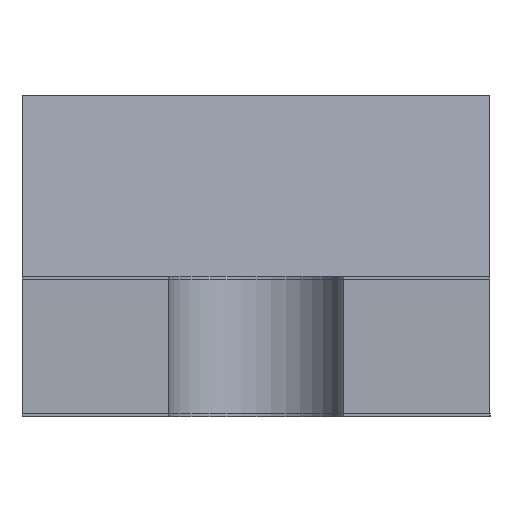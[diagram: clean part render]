
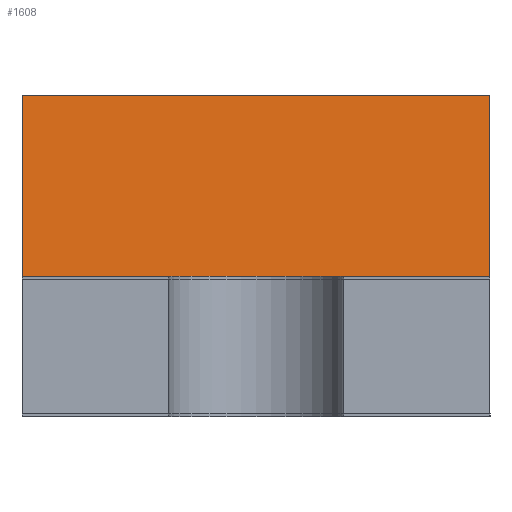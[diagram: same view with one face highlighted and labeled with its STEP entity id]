
A CAD part, left-side view. The second image highlights one B-rep face of the part: STEP entity #1608.
In plain terms, the highlighted planar face has unit normal (-0.996, 0, 0.087).
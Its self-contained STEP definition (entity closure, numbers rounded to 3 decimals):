
#481=ORIENTED_EDGE('',*,*,#711,.T.);
#482=ORIENTED_EDGE('',*,*,#712,.F.);
#483=ORIENTED_EDGE('',*,*,#713,.F.);
#484=ORIENTED_EDGE('',*,*,#714,.T.);
#711=EDGE_CURVE('',#861,#862,#1053,.T.);
#712=EDGE_CURVE('',#863,#862,#1054,.T.);
#713=EDGE_CURVE('',#864,#863,#1055,.T.);
#714=EDGE_CURVE('',#864,#861,#1056,.T.);
#861=VERTEX_POINT('',#2675);
#862=VERTEX_POINT('',#2676);
#863=VERTEX_POINT('',#2678);
#864=VERTEX_POINT('',#2680);
#1053=LINE('',#2674,#1249);
#1054=LINE('',#2677,#1250);
#1055=LINE('',#2679,#1251);
#1056=LINE('',#2681,#1252);
#1249=VECTOR('',#2218,1000.);
#1250=VECTOR('',#2219,1000.);
#1251=VECTOR('',#2220,1000.);
#1252=VECTOR('',#2221,1000.);
#1347=EDGE_LOOP('',(#481,#482,#483,#484));
#1439=FACE_BOUND('',#1347,.T.);
#1518=PLANE('',#1807);
#1608=ADVANCED_FACE('',(#1439),#1518,.F.);
#1807=AXIS2_PLACEMENT_3D('',#2673,#2216,#2217);
#2216=DIRECTION('',(0.996,0.,-0.087));
#2217=DIRECTION('',(-0.087,0.,-0.996));
#2218=DIRECTION('',(-0.087,0.,-0.996));
#2219=DIRECTION('',(0.,1.,0.));
#2220=DIRECTION('',(-0.087,0.,-0.996));
#2221=DIRECTION('',(0.,1.,0.));
#2673=CARTESIAN_POINT('',(-0.946,-0.8,0.62));
#2674=CARTESIAN_POINT('',(-0.946,0.8,0.62));
#2675=CARTESIAN_POINT('',(-0.946,0.8,0.62));
#2676=CARTESIAN_POINT('',(-1.,0.8,0.));
#2677=CARTESIAN_POINT('',(-1.,-0.8,0.));
#2678=CARTESIAN_POINT('',(-1.,-0.8,0.));
#2679=CARTESIAN_POINT('',(-0.946,-0.8,0.62));
#2680=CARTESIAN_POINT('',(-0.946,-0.8,0.62));
#2681=CARTESIAN_POINT('',(-0.946,-0.8,0.62));
